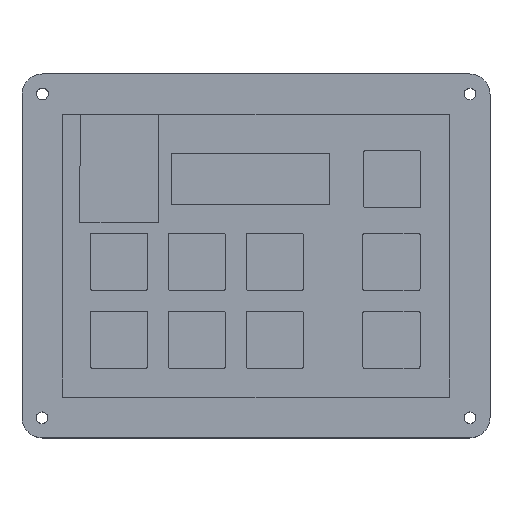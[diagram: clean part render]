
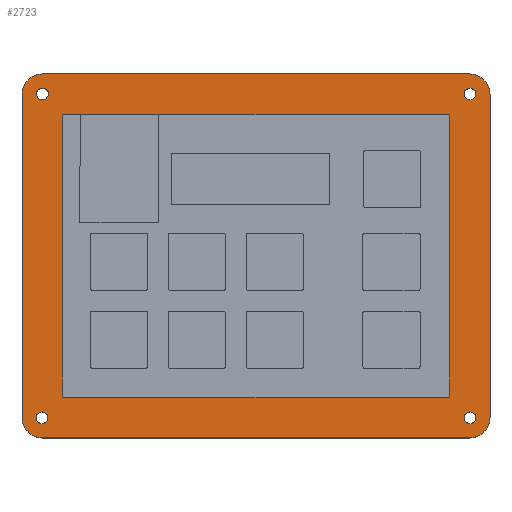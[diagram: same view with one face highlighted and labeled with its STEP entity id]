
A CAD part, top view. The second image highlights one B-rep face of the part: STEP entity #2723.
In plain terms, the highlighted planar face has unit normal (0, 0, 1).
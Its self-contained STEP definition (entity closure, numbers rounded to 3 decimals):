
#60=FACE_BOUND('',#451,.T.);
#61=FACE_BOUND('',#452,.T.);
#62=FACE_BOUND('',#453,.T.);
#63=FACE_BOUND('',#454,.T.);
#64=FACE_BOUND('',#455,.T.);
#139=PLANE('',#2982);
#274=FACE_OUTER_BOUND('',#450,.T.);
#450=EDGE_LOOP('',(#2513,#2514,#2515,#2516,#2517,#2518,#2519,#2520));
#451=EDGE_LOOP('',(#2521));
#452=EDGE_LOOP('',(#2522,#2523,#2524,#2525));
#453=EDGE_LOOP('',(#2526));
#454=EDGE_LOOP('',(#2527));
#455=EDGE_LOOP('',(#2528));
#695=LINE('',#4459,#962);
#705=LINE('',#4495,#972);
#708=LINE('',#4503,#975);
#714=LINE('',#4524,#981);
#716=LINE('',#4528,#983);
#718=LINE('',#4532,#985);
#720=LINE('',#4535,#987);
#722=LINE('',#4541,#989);
#962=VECTOR('',#3674,10.);
#972=VECTOR('',#3706,10.);
#975=VECTOR('',#3715,10.);
#981=VECTOR('',#3739,10.);
#983=VECTOR('',#3743,10.);
#985=VECTOR('',#3747,10.);
#987=VECTOR('',#3751,10.);
#989=VECTOR('',#3759,10.);
#1094=CIRCLE('',#2950,5.);
#1103=CIRCLE('',#2962,5.);
#1104=CIRCLE('',#2965,5.);
#1105=CIRCLE('',#2968,5.);
#1106=CIRCLE('',#2970,1.45);
#1107=CIRCLE('',#2972,1.45);
#1108=CIRCLE('',#2974,1.45);
#1109=CIRCLE('',#2980,1.45);
#1336=VERTEX_POINT('',#4446);
#1337=VERTEX_POINT('',#4447);
#1341=VERTEX_POINT('',#4457);
#1355=VERTEX_POINT('',#4489);
#1356=VERTEX_POINT('',#4493);
#1357=VERTEX_POINT('',#4497);
#1358=VERTEX_POINT('',#4501);
#1359=VERTEX_POINT('',#4505);
#1360=VERTEX_POINT('',#4509);
#1361=VERTEX_POINT('',#4513);
#1362=VERTEX_POINT('',#4517);
#1363=VERTEX_POINT('',#4521);
#1364=VERTEX_POINT('',#4523);
#1365=VERTEX_POINT('',#4527);
#1366=VERTEX_POINT('',#4531);
#1367=VERTEX_POINT('',#4537);
#1707=EDGE_CURVE('',#1336,#1337,#1094,.T.);
#1713=EDGE_CURVE('',#1336,#1341,#695,.T.);
#1728=EDGE_CURVE('',#1355,#1341,#1103,.T.);
#1731=EDGE_CURVE('',#1355,#1356,#705,.T.);
#1732=EDGE_CURVE('',#1357,#1356,#1104,.T.);
#1735=EDGE_CURVE('',#1357,#1358,#708,.T.);
#1736=EDGE_CURVE('',#1359,#1358,#1105,.T.);
#1738=EDGE_CURVE('',#1360,#1360,#1106,.T.);
#1740=EDGE_CURVE('',#1361,#1361,#1107,.T.);
#1742=EDGE_CURVE('',#1362,#1362,#1108,.T.);
#1745=EDGE_CURVE('',#1364,#1363,#714,.T.);
#1747=EDGE_CURVE('',#1365,#1364,#716,.T.);
#1749=EDGE_CURVE('',#1366,#1365,#718,.T.);
#1751=EDGE_CURVE('',#1363,#1366,#720,.T.);
#1752=EDGE_CURVE('',#1367,#1367,#1109,.T.);
#1754=EDGE_CURVE('',#1359,#1337,#722,.T.);
#2513=ORIENTED_EDGE('',*,*,#1707,.F.);
#2514=ORIENTED_EDGE('',*,*,#1713,.T.);
#2515=ORIENTED_EDGE('',*,*,#1728,.F.);
#2516=ORIENTED_EDGE('',*,*,#1731,.T.);
#2517=ORIENTED_EDGE('',*,*,#1732,.F.);
#2518=ORIENTED_EDGE('',*,*,#1735,.T.);
#2519=ORIENTED_EDGE('',*,*,#1736,.F.);
#2520=ORIENTED_EDGE('',*,*,#1754,.T.);
#2521=ORIENTED_EDGE('',*,*,#1752,.T.);
#2522=ORIENTED_EDGE('',*,*,#1751,.T.);
#2523=ORIENTED_EDGE('',*,*,#1749,.T.);
#2524=ORIENTED_EDGE('',*,*,#1747,.T.);
#2525=ORIENTED_EDGE('',*,*,#1745,.T.);
#2526=ORIENTED_EDGE('',*,*,#1742,.T.);
#2527=ORIENTED_EDGE('',*,*,#1740,.T.);
#2528=ORIENTED_EDGE('',*,*,#1738,.T.);
#2723=ADVANCED_FACE('',(#274,#60,#61,#62,#63,#64),#139,.T.);
#2950=AXIS2_PLACEMENT_3D('',#4448,#3664,#3665);
#2962=AXIS2_PLACEMENT_3D('',#4490,#3700,#3701);
#2965=AXIS2_PLACEMENT_3D('',#4498,#3709,#3710);
#2968=AXIS2_PLACEMENT_3D('',#4506,#3718,#3719);
#2970=AXIS2_PLACEMENT_3D('',#4510,#3723,#3724);
#2972=AXIS2_PLACEMENT_3D('',#4514,#3728,#3729);
#2974=AXIS2_PLACEMENT_3D('',#4518,#3733,#3734);
#2980=AXIS2_PLACEMENT_3D('',#4538,#3754,#3755);
#2982=AXIS2_PLACEMENT_3D('',#4542,#3760,#3761);
#3664=DIRECTION('center_axis',(0.,0.,-1.));
#3665=DIRECTION('ref_axis',(-0.707,0.707,0.));
#3674=DIRECTION('',(0.,-1.,0.));
#3700=DIRECTION('center_axis',(0.,0.,-1.));
#3701=DIRECTION('ref_axis',(-0.707,-0.707,0.));
#3706=DIRECTION('',(1.,0.,0.));
#3709=DIRECTION('center_axis',(0.,0.,-1.));
#3710=DIRECTION('ref_axis',(0.707,-0.707,0.));
#3715=DIRECTION('',(0.,1.,0.));
#3718=DIRECTION('center_axis',(0.,0.,-1.));
#3719=DIRECTION('ref_axis',(0.707,0.707,0.));
#3723=DIRECTION('center_axis',(0.,0.,-1.));
#3724=DIRECTION('ref_axis',(1.,0.,0.));
#3728=DIRECTION('center_axis',(0.,0.,-1.));
#3729=DIRECTION('ref_axis',(1.,0.,0.));
#3733=DIRECTION('center_axis',(0.,0.,-1.));
#3734=DIRECTION('ref_axis',(1.,0.,0.));
#3739=DIRECTION('',(0.,-1.,0.));
#3743=DIRECTION('',(1.,0.,0.));
#3747=DIRECTION('',(0.,1.,0.));
#3751=DIRECTION('',(-1.,0.,0.));
#3754=DIRECTION('center_axis',(0.,0.,-1.));
#3755=DIRECTION('ref_axis',(1.,0.,0.));
#3759=DIRECTION('',(-1.,0.,0.));
#3760=DIRECTION('center_axis',(0.,0.,1.));
#3761=DIRECTION('ref_axis',(1.,0.,0.));
#4446=CARTESIAN_POINT('',(-10.,74.06,27.));
#4447=CARTESIAN_POINT('',(-5.,79.06,27.));
#4448=CARTESIAN_POINT('Origin',(-5.,74.06,27.));
#4457=CARTESIAN_POINT('',(-10.,-5.,27.));
#4459=CARTESIAN_POINT('',(-10.,56.795,27.));
#4489=CARTESIAN_POINT('',(-5.,-10.,27.));
#4490=CARTESIAN_POINT('Origin',(-5.,-5.,27.));
#4493=CARTESIAN_POINT('',(99.52,-10.,27.));
#4495=CARTESIAN_POINT('',(18.63,-10.,27.));
#4497=CARTESIAN_POINT('',(104.52,-5.,27.));
#4498=CARTESIAN_POINT('Origin',(99.52,-5.,27.));
#4501=CARTESIAN_POINT('',(104.52,74.06,27.));
#4503=CARTESIAN_POINT('',(104.52,12.265,27.));
#4505=CARTESIAN_POINT('',(99.52,79.06,27.));
#4506=CARTESIAN_POINT('Origin',(99.52,74.06,27.));
#4509=CARTESIAN_POINT('',(98.17,74.16,27.));
#4510=CARTESIAN_POINT('Origin',(99.62,74.16,27.));
#4513=CARTESIAN_POINT('',(-6.55,-5.1,27.));
#4514=CARTESIAN_POINT('Origin',(-5.1,-5.1,27.));
#4517=CARTESIAN_POINT('',(98.17,-5.1,27.));
#4518=CARTESIAN_POINT('Origin',(99.62,-5.1,27.));
#4521=CARTESIAN_POINT('',(94.52,0.,27.));
#4523=CARTESIAN_POINT('',(94.52,69.06,27.));
#4524=CARTESIAN_POINT('',(94.52,51.795,27.));
#4527=CARTESIAN_POINT('',(0.,69.06,27.));
#4528=CARTESIAN_POINT('',(23.63,69.06,27.));
#4531=CARTESIAN_POINT('',(0.,0.,27.));
#4532=CARTESIAN_POINT('',(0.,17.265,27.));
#4535=CARTESIAN_POINT('',(70.89,0.,27.));
#4537=CARTESIAN_POINT('',(-6.45,74.16,27.));
#4538=CARTESIAN_POINT('Origin',(-5.,74.16,27.));
#4541=CARTESIAN_POINT('',(75.89,79.06,27.));
#4542=CARTESIAN_POINT('Origin',(47.26,34.53,27.));
